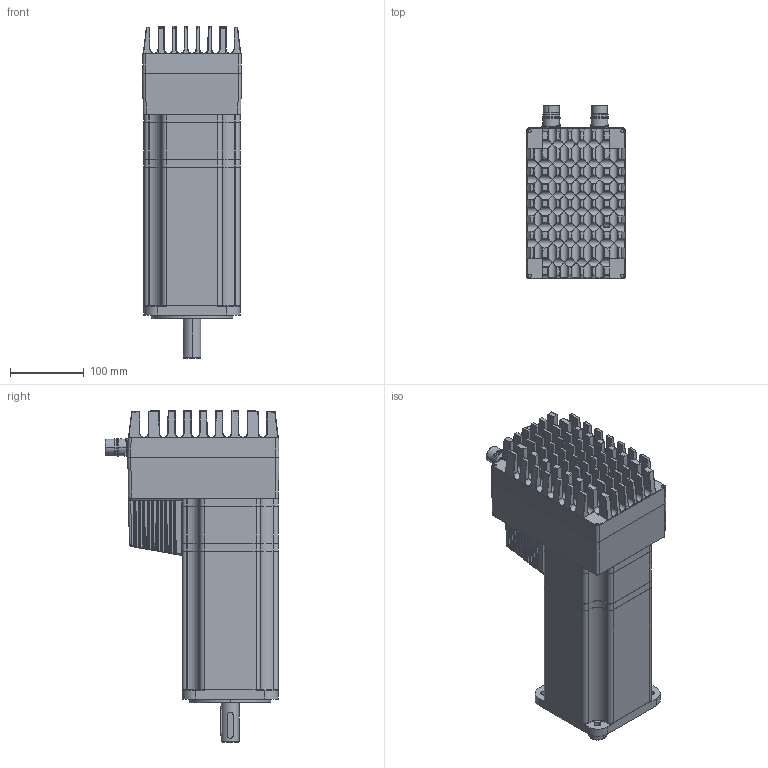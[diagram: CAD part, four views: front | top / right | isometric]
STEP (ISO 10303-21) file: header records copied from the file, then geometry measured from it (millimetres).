
FILE_DESCRIPTION (( 'STEP AP214' ), '1' );
FILE_NAME ('MAC3000 G5 Rev2.STEP', '2019-08-27T15:07:01', ( '' ), ( '' ), 'SwSTEP 2.0', 'SolidWorks 2018', '' );
FILE_SCHEMA (( 'AUTOMOTIVE_DESIGN' ));
Length unit declared in the file: millimetre
Products named in the file (13): M23 male; Module s; Key; Rear flange S; Front cover S; Part38^MAC X Center brake; Center part S_MAC3000; Housing S; MAC3000 G5 Rev2; Front flange S; Shaft S; Brake part S; M23 female
Assembly tree (13 placements, depth 2):
  MAC3000 G5 Rev2
    Front flange S
    Center part S_MAC3000
    Rear flange S  x2
    Housing S
    Module s
    Front cover S
    Shaft S
    Key
    M23 male
    M23 female
    Brake part S
    Part38^MAC X Center brake
Bounding box: 133.88 x 235.27 x 449.28 mm (x, y, z)
Volume: 6926193.1 mm3; surface area: 602342.6 mm2
Topology: 13 solids, 14 shells, 2506 faces, 6025 edges, 3544 vertices
Faces by surface type: cylinder 1010, plane 791, bspline 633, cone 72
Entity records: 107335 total; most frequent: CARTESIAN_POINT 52343, ORIENTED_EDGE 11570, DIRECTION 9364, EDGE_CURVE 5785, VERTEX_POINT 3448, AXIS2_PLACEMENT_3D 3289, VECTOR 2786, LINE 2786
